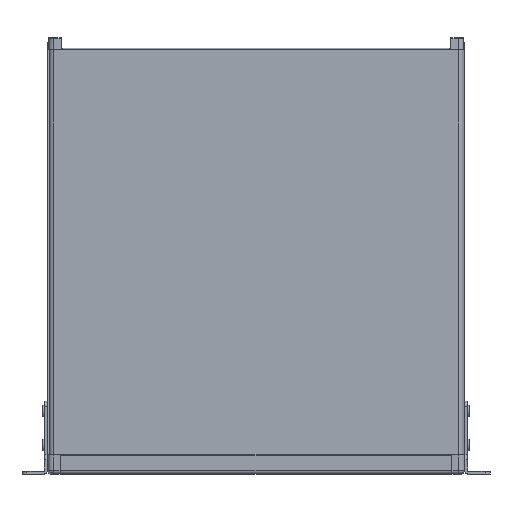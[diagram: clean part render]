
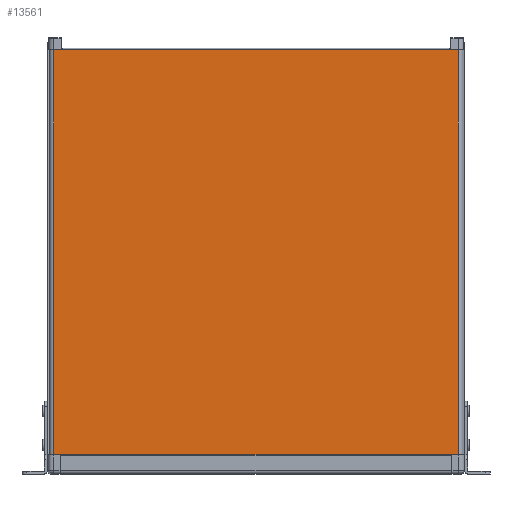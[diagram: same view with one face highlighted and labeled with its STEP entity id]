
A CAD part, top view. The second image highlights one B-rep face of the part: STEP entity #13561.
In plain terms, the highlighted face is planar.
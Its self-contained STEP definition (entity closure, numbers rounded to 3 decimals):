
#764=PLANE('',#14975);
#1786=LINE('',#23147,#2972);
#1800=LINE('',#23185,#2986);
#1807=LINE('',#23203,#2993);
#1813=LINE('',#23220,#2999);
#1814=LINE('',#23222,#3000);
#1815=LINE('',#23223,#3001);
#2972=VECTOR('',#18361,10.);
#2986=VECTOR('',#18395,10.);
#2993=VECTOR('',#18420,10.);
#2999=VECTOR('',#18440,10.);
#3000=VECTOR('',#18441,10.);
#3001=VECTOR('',#18442,10.);
#4179=FACE_OUTER_BOUND('',#4994,.T.);
#4994=EDGE_LOOP('',(#11885,#11886,#11887,#11888,#11889,#11890));
#6702=VERTEX_POINT('',#23144);
#6703=VERTEX_POINT('',#23146);
#6716=VERTEX_POINT('',#23182);
#6717=VERTEX_POINT('',#23184);
#6723=VERTEX_POINT('',#23219);
#6724=VERTEX_POINT('',#23221);
#8456=EDGE_CURVE('',#6702,#6703,#1786,.T.);
#8475=EDGE_CURVE('',#6716,#6717,#1800,.T.);
#8485=EDGE_CURVE('',#6703,#6716,#1807,.T.);
#8494=EDGE_CURVE('',#6723,#6702,#1813,.T.);
#8495=EDGE_CURVE('',#6724,#6723,#1814,.T.);
#8496=EDGE_CURVE('',#6724,#6717,#1815,.T.);
#11885=ORIENTED_EDGE('',*,*,#8494,.F.);
#11886=ORIENTED_EDGE('',*,*,#8495,.F.);
#11887=ORIENTED_EDGE('',*,*,#8496,.T.);
#11888=ORIENTED_EDGE('',*,*,#8475,.F.);
#11889=ORIENTED_EDGE('',*,*,#8485,.F.);
#11890=ORIENTED_EDGE('',*,*,#8456,.F.);
#13561=ADVANCED_FACE('',(#4179),#764,.F.);
#14975=AXIS2_PLACEMENT_3D('',#23218,#18438,#18439);
#18361=DIRECTION('',(-1.,0.,0.));
#18395=DIRECTION('',(-1.,0.,0.));
#18420=DIRECTION('',(-1.,0.,0.));
#18438=DIRECTION('center_axis',(0.,-1.,0.));
#18439=DIRECTION('ref_axis',(0.,0.,-1.));
#18440=DIRECTION('',(0.,0.,1.));
#18441=DIRECTION('',(1.,0.,0.));
#18442=DIRECTION('',(0.,0.,1.));
#23144=CARTESIAN_POINT('',(208.75,0.,419.5));
#23146=CARTESIAN_POINT('',(199.75,0.,419.5));
#23147=CARTESIAN_POINT('',(-225.939,0.,419.5));
#23182=CARTESIAN_POINT('',(-199.75,0.,419.5));
#23184=CARTESIAN_POINT('',(-208.75,0.,419.5));
#23185=CARTESIAN_POINT('',(-225.939,0.,419.5));
#23203=CARTESIAN_POINT('',(-225.939,0.,419.5));
#23218=CARTESIAN_POINT('Origin',(0.,0.,
209.75));
#23219=CARTESIAN_POINT('',(208.75,0.,0.));
#23220=CARTESIAN_POINT('',(208.75,0.,209.75));
#23221=CARTESIAN_POINT('',(-208.75,0.,0.));
#23222=CARTESIAN_POINT('',(214.939,0.,0.));
#23223=CARTESIAN_POINT('',(-208.75,0.,209.75));
